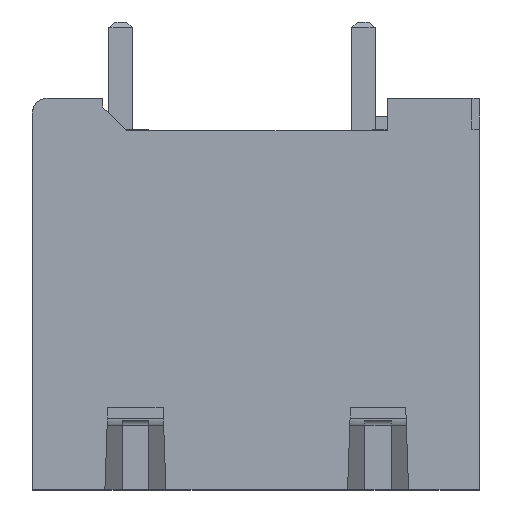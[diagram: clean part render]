
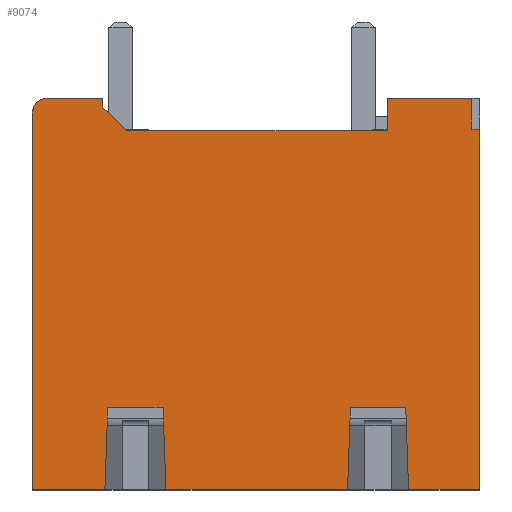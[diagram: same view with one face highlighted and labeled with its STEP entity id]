
A CAD part, top view. The second image highlights one B-rep face of the part: STEP entity #9074.
In plain terms, the highlighted planar face has unit normal (0, 0, 1).
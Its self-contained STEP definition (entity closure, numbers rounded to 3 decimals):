
#271=DIRECTION('',(1.,0.,0.));
#272=VECTOR('',#271,2.462);
#273=CARTESIAN_POINT('',(-3.,0.,2.2));
#274=LINE('',#273,#272);
#287=DIRECTION('',(1.,0.,0.));
#288=VECTOR('',#287,6.175);
#289=CARTESIAN_POINT('',(1.537,0.,2.2));
#290=LINE('',#289,#288);
#303=DIRECTION('',(1.,0.,0.));
#304=VECTOR('',#303,2.413);
#305=CARTESIAN_POINT('',(9.787,0.,2.2));
#306=LINE('',#305,#304);
#1873=DIRECTION('',(-1.,0.,0.));
#1874=VECTOR('',#1873,2.878);
#1875=CARTESIAN_POINT('',(11.938,13.3,2.2));
#1876=LINE('',#1875,#1874);
#1897=DIRECTION('',(0.,-1.,0.));
#1898=VECTOR('',#1897,1.107);
#1899=CARTESIAN_POINT('',(9.059,13.3,2.2));
#1900=LINE('',#1899,#1898);
#2053=DIRECTION('',(-1.,0.,0.));
#2054=VECTOR('',#2053,8.853);
#2055=CARTESIAN_POINT('',(9.059,12.193,2.2));
#2056=LINE('',#2055,#2054);
#2133=DIRECTION('',(0.,1.,0.));
#2134=VECTOR('',#2133,0.295);
#2135=CARTESIAN_POINT('',(-0.605,13.005,2.2));
#2136=LINE('',#2135,#2134);
#2145=DIRECTION('',(-1.,0.,0.));
#2146=VECTOR('',#2145,1.895);
#2147=CARTESIAN_POINT('',(-0.605,13.3,2.2));
#2148=LINE('',#2147,#2146);
#2668=DIRECTION('',(0.,-1.,0.));
#2669=VECTOR('',#2668,12.25);
#2670=CARTESIAN_POINT('',(12.2,12.25,2.2));
#2671=LINE('',#2670,#2669);
#2672=DIRECTION('',(-0.035,0.999,0.));
#2673=VECTOR('',#2672,2.802);
#2674=CARTESIAN_POINT('',(9.787,0.,2.2));
#2675=LINE('',#2674,#2673);
#2676=DIRECTION('',(-1.,0.,0.));
#2677=VECTOR('',#2676,1.879);
#2678=CARTESIAN_POINT('',(9.69,2.8,2.2));
#2679=LINE('',#2678,#2677);
#2680=DIRECTION('',(-0.035,-0.999,0.));
#2681=VECTOR('',#2680,2.802);
#2682=CARTESIAN_POINT('',(7.811,2.8,2.2));
#2683=LINE('',#2682,#2681);
#2684=DIRECTION('',(-0.035,0.999,0.));
#2685=VECTOR('',#2684,2.802);
#2686=CARTESIAN_POINT('',(1.537,0.,2.2));
#2687=LINE('',#2686,#2685);
#2688=DIRECTION('',(-1.,0.,0.));
#2689=VECTOR('',#2688,1.879);
#2690=CARTESIAN_POINT('',(1.44,2.8,2.2));
#2691=LINE('',#2690,#2689);
#2692=DIRECTION('',(-0.035,-0.999,0.));
#2693=VECTOR('',#2692,2.802);
#2694=CARTESIAN_POINT('',(-0.439,2.8,
2.2));
#2695=LINE('',#2694,#2693);
#2696=DIRECTION('',(0.,1.,0.));
#2697=VECTOR('',#2696,12.8);
#2698=CARTESIAN_POINT('',(-3.,0.,2.2));
#2699=LINE('',#2698,#2697);
#2700=CARTESIAN_POINT('',(-2.5,12.8,2.2));
#2701=DIRECTION('',(0.,0.,-1.));
#2702=DIRECTION('',(-1.,0.,0.));
#2703=AXIS2_PLACEMENT_3D('',#2700,#2701,#2702);
#2705=DIRECTION('',(0.707,-0.707,0.));
#2706=VECTOR('',#2705,1.149);
#2707=CARTESIAN_POINT('',(-0.605,13.005,2.2));
#2708=LINE('',#2707,#2706);
#2709=DIRECTION('',(1.,0.,0.));
#2710=VECTOR('',#2709,0.262);
#2711=CARTESIAN_POINT('',(11.938,12.25,2.2));
#2712=LINE('',#2711,#2710);
#3025=DIRECTION('',(0.,1.,0.));
#3026=VECTOR('',#3025,1.05);
#3027=CARTESIAN_POINT('',(11.938,12.25,2.2));
#3028=LINE('',#3027,#3026);
#4348=CARTESIAN_POINT('',(12.2,12.25,2.2));
#4350=VERTEX_POINT('',#4348);
#4355=CARTESIAN_POINT('',(11.938,13.3,2.2));
#4356=VERTEX_POINT('',#4355);
#4357=CARTESIAN_POINT('',(9.059,13.3,2.2));
#4358=VERTEX_POINT('',#4357);
#4359=CARTESIAN_POINT('',(9.059,12.193,2.2));
#4360=VERTEX_POINT('',#4359);
#4409=CARTESIAN_POINT('',(0.207,12.193,2.2));
#4410=VERTEX_POINT('',#4409);
#4455=CARTESIAN_POINT('',(-0.605,13.005,2.2));
#4456=VERTEX_POINT('',#4455);
#4457=CARTESIAN_POINT('',(-0.605,13.3,2.2));
#4458=VERTEX_POINT('',#4457);
#4459=CARTESIAN_POINT('',(-2.5,13.3,2.2));
#4460=VERTEX_POINT('',#4459);
#4482=CARTESIAN_POINT('',(-3.,12.8,2.2));
#4483=VERTEX_POINT('',#4482);
#4484=CARTESIAN_POINT('',(11.938,12.25,2.2));
#4485=VERTEX_POINT('',#4484);
#4604=CARTESIAN_POINT('',(-0.439,2.8,
2.2));
#4605=CARTESIAN_POINT('',(-0.538,0.,2.2));
#4606=VERTEX_POINT('',#4604);
#4607=VERTEX_POINT('',#4605);
#4608=CARTESIAN_POINT('',(1.537,0.,2.2));
#4609=CARTESIAN_POINT('',(1.44,2.8,2.2));
#4610=VERTEX_POINT('',#4608);
#4611=VERTEX_POINT('',#4609);
#4612=CARTESIAN_POINT('',(7.811,2.8,2.2));
#4613=CARTESIAN_POINT('',(7.712,0.,2.2));
#4614=VERTEX_POINT('',#4612);
#4615=VERTEX_POINT('',#4613);
#4616=CARTESIAN_POINT('',(9.787,0.,2.2));
#4617=CARTESIAN_POINT('',(9.69,2.8,2.2));
#4618=VERTEX_POINT('',#4616);
#4619=VERTEX_POINT('',#4617);
#4620=CARTESIAN_POINT('',(-3.,0.,2.2));
#4621=VERTEX_POINT('',#4620);
#4622=CARTESIAN_POINT('',(12.2,0.,2.2));
#4623=VERTEX_POINT('',#4622);
#9037=CARTESIAN_POINT('',(0.,0.,2.2));
#9038=DIRECTION('',(0.,0.,1.));
#9039=DIRECTION('',(1.,0.,0.));
#9040=AXIS2_PLACEMENT_3D('',#9037,#9038,#9039);
#9041=PLANE('',#9040);
#9042=ORIENTED_EDGE('',*,*,#7974,.T.);
#9043=ORIENTED_EDGE('',*,*,#5351,.F.);
#9045=ORIENTED_EDGE('',*,*,#9044,.T.);
#9047=ORIENTED_EDGE('',*,*,#9046,.T.);
#9049=ORIENTED_EDGE('',*,*,#9048,.T.);
#9050=ORIENTED_EDGE('',*,*,#5343,.F.);
#9052=ORIENTED_EDGE('',*,*,#9051,.T.);
#9054=ORIENTED_EDGE('',*,*,#9053,.T.);
#9056=ORIENTED_EDGE('',*,*,#9055,.T.);
#9057=ORIENTED_EDGE('',*,*,#5335,.F.);
#9059=ORIENTED_EDGE('',*,*,#9058,.T.);
#9060=ORIENTED_EDGE('',*,*,#9030,.T.);
#9061=ORIENTED_EDGE('',*,*,#8304,.F.);
#9062=ORIENTED_EDGE('',*,*,#8285,.F.);
#9064=ORIENTED_EDGE('',*,*,#9063,.T.);
#9065=ORIENTED_EDGE('',*,*,#8179,.F.);
#9066=ORIENTED_EDGE('',*,*,#8024,.F.);
#9067=ORIENTED_EDGE('',*,*,#8001,.F.);
#9069=ORIENTED_EDGE('',*,*,#9068,.F.);
#9071=ORIENTED_EDGE('',*,*,#9070,.T.);
#9072=EDGE_LOOP('',(#9042,#9043,#9045,#9047,#9049,#9050,#9052,#9054,#9056,#9057,
#9059,#9060,#9061,#9062,#9064,#9065,#9066,#9067,#9069,#9071));
#9073=FACE_OUTER_BOUND('',#9072,.F.);
#2704=CIRCLE('',#2703,0.5);
#5335=EDGE_CURVE('',#4621,#4607,#274,.T.);
#5343=EDGE_CURVE('',#4610,#4615,#290,.T.);
#5351=EDGE_CURVE('',#4618,#4623,#306,.T.);
#7974=EDGE_CURVE('',#4350,#4623,#2671,.T.);
#8001=EDGE_CURVE('',#4356,#4358,#1876,.T.);
#8024=EDGE_CURVE('',#4358,#4360,#1900,.T.);
#8179=EDGE_CURVE('',#4360,#4410,#2056,.T.);
#8285=EDGE_CURVE('',#4456,#4458,#2136,.T.);
#8304=EDGE_CURVE('',#4458,#4460,#2148,.T.);
#9030=EDGE_CURVE('',#4483,#4460,#2704,.T.);
#9044=EDGE_CURVE('',#4618,#4619,#2675,.T.);
#9046=EDGE_CURVE('',#4619,#4614,#2679,.T.);
#9048=EDGE_CURVE('',#4614,#4615,#2683,.T.);
#9051=EDGE_CURVE('',#4610,#4611,#2687,.T.);
#9053=EDGE_CURVE('',#4611,#4606,#2691,.T.);
#9055=EDGE_CURVE('',#4606,#4607,#2695,.T.);
#9058=EDGE_CURVE('',#4621,#4483,#2699,.T.);
#9063=EDGE_CURVE('',#4456,#4410,#2708,.T.);
#9068=EDGE_CURVE('',#4485,#4356,#3028,.T.);
#9070=EDGE_CURVE('',#4485,#4350,#2712,.T.);
#9074=ADVANCED_FACE('',(#9073),#9041,.T.);
